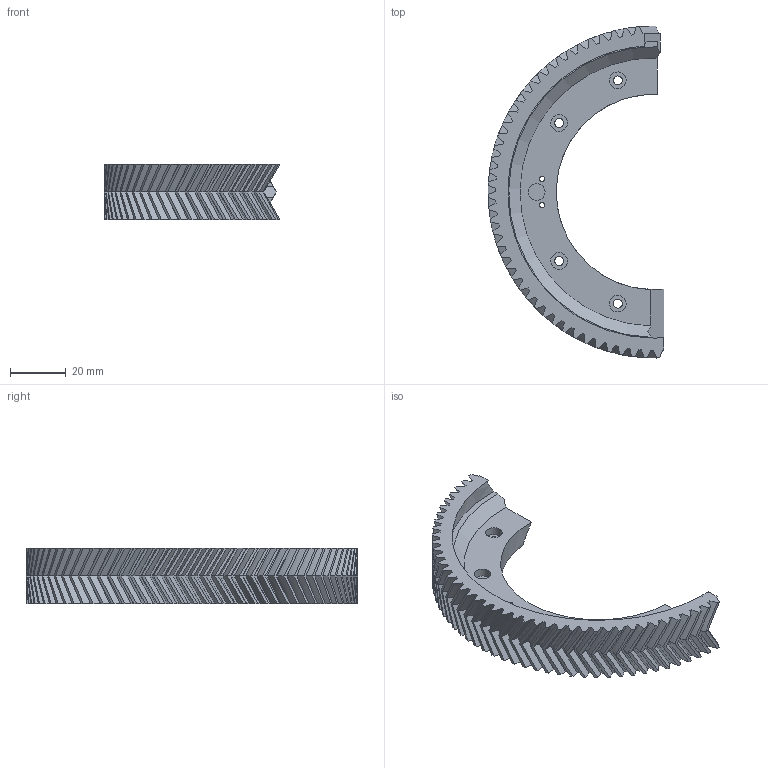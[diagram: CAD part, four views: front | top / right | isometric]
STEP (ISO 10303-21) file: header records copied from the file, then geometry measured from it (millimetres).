
FILE_DESCRIPTION(('FreeCAD Model'),'2;1');
FILE_NAME('yaw-gear-1.step', '2019-10-22T22:36:10',('Author'),(''), 'Open CASCADE STEP processor 7.3','FreeCAD','Unknown');
FILE_SCHEMA(('AUTOMOTIVE_DESIGN { 1 0 10303 214 1 1 1 1 }'));
Length unit declared in the file: millimetre
Products named in the file (1): Pocket104
Bounding box: 62.92 x 118.78 x 19.99 mm (x, y, z)
Volume: 37971.5 mm3; surface area: 18004.7 mm2
Topology: 1 solids, 1 shells, 370 faces, 927 edges, 565 vertices
Faces by surface type: bspline 340, cylinder 15, plane 12, cone 3
Full cylindrical faces by diameter (mm): 1.9 x2, 3.2 x4, 6 x6
Entity records: 35739 total; most frequent: CARTESIAN_POINT 23057, B_SPLINE_CURVE_WITH_KNOTS 2635, ORIENTED_EDGE 1854, PCURVE 1854, DEFINITIONAL_REPRESENTATION 1854, EDGE_CURVE 927, SURFACE_CURVE 915, VERTEX_POINT 565
